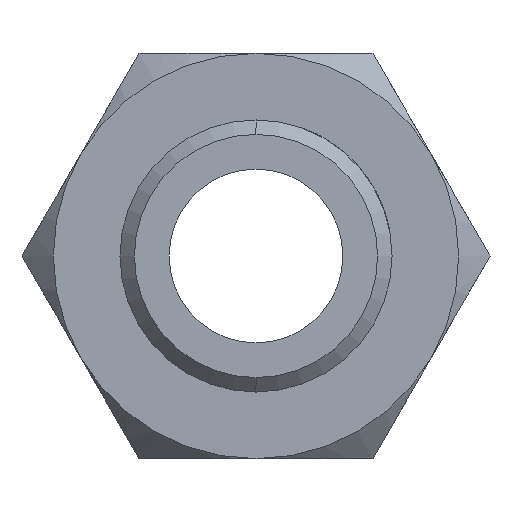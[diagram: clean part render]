
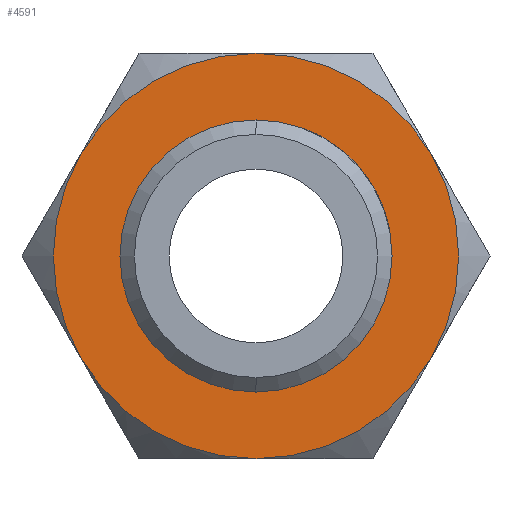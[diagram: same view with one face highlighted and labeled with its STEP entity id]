
A CAD part, left-side view. The second image highlights one B-rep face of the part: STEP entity #4591.
In plain terms, the highlighted planar face has unit normal (-1, 0, 0).
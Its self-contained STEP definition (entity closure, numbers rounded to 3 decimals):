
#7 = EDGE_CURVE ( 'NONE', #1427, #4175, #3965, .T. ) ;
#126 = EDGE_CURVE ( 'NONE', #2314, #2592, #2396, .T. ) ;
#270 = CARTESIAN_POINT ( 'NONE',  ( 10.5, 0., 0. ) ) ;
#493 = AXIS2_PLACEMENT_3D ( 'NONE', #2904, #2058, #3750 ) ;
#596 = CARTESIAN_POINT ( 'NONE',  ( 10.5, 6.062, 3.5 ) ) ;
#650 = DIRECTION ( 'NONE',  ( 1., 0., 0. ) ) ;
#659 = CARTESIAN_POINT ( 'NONE',  ( 10.5, 0., 0. ) ) ;
#675 = CARTESIAN_POINT ( 'NONE',  ( 10.5, 0., -4.7 ) ) ;
#730 = DIRECTION ( 'NONE',  ( 0., 0., -1. ) ) ;
#769 = VERTEX_POINT ( 'NONE', #675 ) ;
#799 = EDGE_CURVE ( 'NONE', #4003, #2314, #4579, .T. ) ;
#920 = DIRECTION ( 'NONE',  ( 1., 0., 0. ) ) ;
#969 = ORIENTED_EDGE ( 'NONE', *, *, #3764, .F. ) ;
#1144 = DIRECTION ( 'NONE',  ( 1., 0., 0. ) ) ;
#1188 = AXIS2_PLACEMENT_3D ( 'NONE', #270, #1543, #3525 ) ;
#1331 = FACE_OUTER_BOUND ( 'NONE', #2468, .T. ) ;
#1391 = CARTESIAN_POINT ( 'NONE',  ( 10.5, 6.062, -3.5 ) ) ;
#1427 = VERTEX_POINT ( 'NONE', #3343 ) ;
#1454 = CIRCLE ( 'NONE', #3363, 4.7 ) ;
#1525 = DIRECTION ( 'NONE',  ( -1., 0., 0. ) ) ;
#1527 = EDGE_CURVE ( 'NONE', #769, #3519, #1454, .T. ) ;
#1543 = DIRECTION ( 'NONE',  ( -1., 0., 0. ) ) ;
#1633 = AXIS2_PLACEMENT_3D ( 'NONE', #659, #1525, #2012 ) ;
#1867 = PLANE ( 'NONE',  #4247 ) ;
#1933 = DIRECTION ( 'NONE',  ( 1., 0., 0. ) ) ;
#1934 = ORIENTED_EDGE ( 'NONE', *, *, #126, .F. ) ;
#2012 = DIRECTION ( 'NONE',  ( 0., 0., 1. ) ) ;
#2058 = DIRECTION ( 'NONE',  ( 1., 0., 0. ) ) ;
#2168 = EDGE_LOOP ( 'NONE', ( #4903, #4103 ) ) ;
#2188 = EDGE_CURVE ( 'NONE', #3519, #769, #4845, .T. ) ;
#2212 = EDGE_CURVE ( 'NONE', #3137, #4003, #2497, .T. ) ;
#2213 = FACE_BOUND ( 'NONE', #2168, .T. ) ;
#2314 = VERTEX_POINT ( 'NONE', #3787 ) ;
#2396 = CIRCLE ( 'NONE', #493, 7. ) ;
#2435 = ORIENTED_EDGE ( 'NONE', *, *, #4518, .F. ) ;
#2456 = CARTESIAN_POINT ( 'NONE',  ( 10.5, 0., 4.7 ) ) ;
#2468 = EDGE_LOOP ( 'NONE', ( #1934, #5141, #4378, #969, #4332, #2435 ) ) ;
#2497 = CIRCLE ( 'NONE', #5027, 7. ) ;
#2572 = CARTESIAN_POINT ( 'NONE',  ( 10.5, 0., 0. ) ) ;
#2592 = VERTEX_POINT ( 'NONE', #1391 ) ;
#2820 = CIRCLE ( 'NONE', #5352, 7. ) ;
#2854 = AXIS2_PLACEMENT_3D ( 'NONE', #4455, #4893, #730 ) ;
#2904 = CARTESIAN_POINT ( 'NONE',  ( 10.5, 0., 0. ) ) ;
#3044 = DIRECTION ( 'NONE',  ( -1., 0., 0. ) ) ;
#3137 = VERTEX_POINT ( 'NONE', #4152 ) ;
#3259 = DIRECTION ( 'NONE',  ( 0., 0., -1. ) ) ;
#3343 = CARTESIAN_POINT ( 'NONE',  ( 10.5, 0., 7. ) ) ;
#3363 = AXIS2_PLACEMENT_3D ( 'NONE', #4292, #3044, #4702 ) ;
#3519 = VERTEX_POINT ( 'NONE', #2456 ) ;
#3525 = DIRECTION ( 'NONE',  ( 0., 0., 1. ) ) ;
#3617 = CARTESIAN_POINT ( 'NONE',  ( 10.5, 0., 0. ) ) ;
#3702 = CARTESIAN_POINT ( 'NONE',  ( 10.5, -6.062, -3.5 ) ) ;
#3750 = DIRECTION ( 'NONE',  ( 0., 0., -1. ) ) ;
#3764 = EDGE_CURVE ( 'NONE', #1427, #3137, #2820, .T. ) ;
#3787 = CARTESIAN_POINT ( 'NONE',  ( 10.5, 0., -7. ) ) ;
#3963 = DIRECTION ( 'NONE',  ( 0., 0., -1. ) ) ;
#3965 = CIRCLE ( 'NONE', #1188, 7. ) ;
#4003 = VERTEX_POINT ( 'NONE', #3702 ) ;
#4103 = ORIENTED_EDGE ( 'NONE', *, *, #1527, .F. ) ;
#4152 = CARTESIAN_POINT ( 'NONE',  ( 10.5, -6.062, 3.5 ) ) ;
#4175 = VERTEX_POINT ( 'NONE', #596 ) ;
#4235 = DIRECTION ( 'NONE',  ( 0., 0., -1. ) ) ;
#4247 = AXIS2_PLACEMENT_3D ( 'NONE', #2572, #920, #4235 ) ;
#4292 = CARTESIAN_POINT ( 'NONE',  ( 10.5, 0., 0. ) ) ;
#4332 = ORIENTED_EDGE ( 'NONE', *, *, #7, .T. ) ;
#4371 = CARTESIAN_POINT ( 'NONE',  ( 10.5, 0., 0. ) ) ;
#4378 = ORIENTED_EDGE ( 'NONE', *, *, #2212, .F. ) ;
#4455 = CARTESIAN_POINT ( 'NONE',  ( 10.5, 0., 0. ) ) ;
#4493 = AXIS2_PLACEMENT_3D ( 'NONE', #4371, #650, #3963 ) ;
#4518 = EDGE_CURVE ( 'NONE', #2592, #4175, #5389, .T. ) ;
#4579 = CIRCLE ( 'NONE', #4493, 7. ) ;
#4591 = ADVANCED_FACE ( 'NONE', ( #2213, #1331 ), #1867, .F. ) ;
#4702 = DIRECTION ( 'NONE',  ( 0., 0., 1. ) ) ;
#4819 = DIRECTION ( 'NONE',  ( 0., 0., -1. ) ) ;
#4845 = CIRCLE ( 'NONE', #1633, 4.7 ) ;
#4893 = DIRECTION ( 'NONE',  ( 1., 0., 0. ) ) ;
#4903 = ORIENTED_EDGE ( 'NONE', *, *, #2188, .F. ) ;
#5027 = AXIS2_PLACEMENT_3D ( 'NONE', #3617, #1144, #3259 ) ;
#5129 = CARTESIAN_POINT ( 'NONE',  ( 10.5, 0., 0. ) ) ;
#5141 = ORIENTED_EDGE ( 'NONE', *, *, #799, .F. ) ;
#5352 = AXIS2_PLACEMENT_3D ( 'NONE', #5129, #1933, #4819 ) ;
#5389 = CIRCLE ( 'NONE', #2854, 7. ) ;
